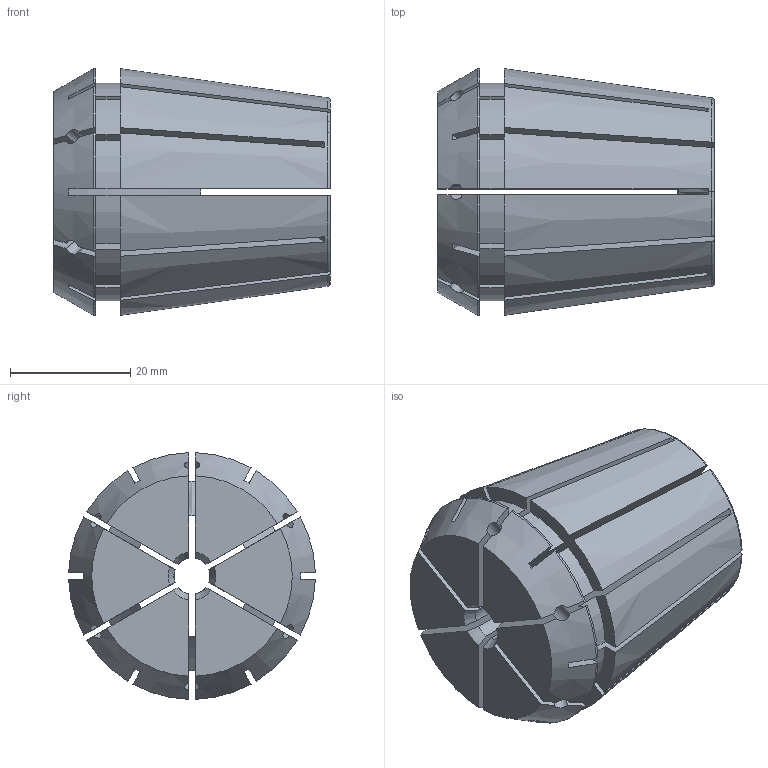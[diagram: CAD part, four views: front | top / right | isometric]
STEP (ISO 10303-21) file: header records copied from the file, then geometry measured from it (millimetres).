
FILE_DESCRIPTION (( 'STEP AP203' ), '1' );
FILE_NAME ('ER40C-耳6-耳8.STEP', '2023-07-10T09:38:59', ( '' ), ( '' ), 'SwSTEP 2.0', 'SolidWorks 2012', '' );
FILE_SCHEMA (( 'CONFIG_CONTROL_DESIGN' ));
Length unit declared in the file: millimetre
Products named in the file (1): ER40C-耳6-耳8
Bounding box: 46 x 40.99 x 40.99 mm (x, y, z)
Volume: 34976.1 mm3; surface area: 19507.8 mm2
Topology: 1 solids, 1 shells, 172 faces, 515 edges, 343 vertices
Faces by surface type: plane 72, cylinder 61, cone 32, torus 7
Entity records: 6432 total; most frequent: CARTESIAN_POINT 1901, ORIENTED_EDGE 1030, DIRECTION 841, EDGE_CURVE 515, VERTEX_POINT 343, AXIS2_PLACEMENT_3D 323, VECTOR 195, LINE 195
